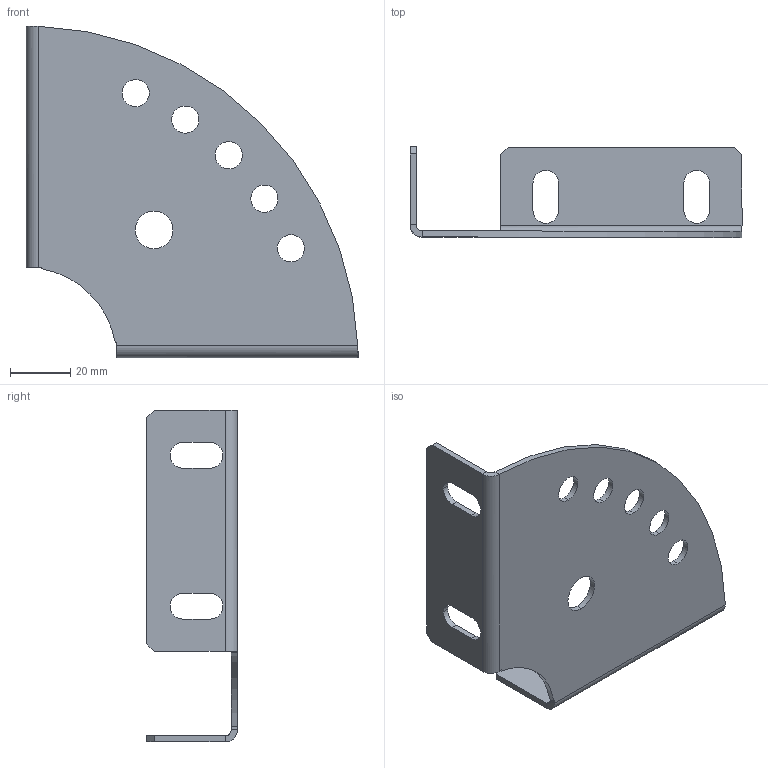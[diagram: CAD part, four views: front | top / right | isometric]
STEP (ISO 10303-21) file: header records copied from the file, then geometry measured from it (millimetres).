
FILE_DESCRIPTION (( 'STEP AP203' ), '1' );
FILE_NAME ('Àäàïòåð îïîðû óãëîâîé 40 ñåðèÿ.STEP', '2022-10-06T09:57:18', ( 'user' ), ( '' ), 'SwSTEP 2.0', 'SolidWorks 2022', '' );
FILE_SCHEMA (( 'CONFIG_CONTROL_DESIGN' ));
Length unit declared in the file: millimetre
Products named in the file (1): Адаптер опоры угловой 40 серия
Bounding box: 110 x 30 x 110 mm (x, y, z)
Volume: 24165.2 mm3; surface area: 25847.5 mm2
Topology: 1 solids, 1 shells, 62 faces, 164 edges, 104 vertices
Faces by surface type: cylinder 30, plane 30, bspline 2
Entity records: 2133 total; most frequent: CARTESIAN_POINT 445, DIRECTION 338, ORIENTED_EDGE 328, EDGE_CURVE 164, AXIS2_PLACEMENT_3D 117, VECTOR 104, LINE 104, VERTEX_POINT 104
